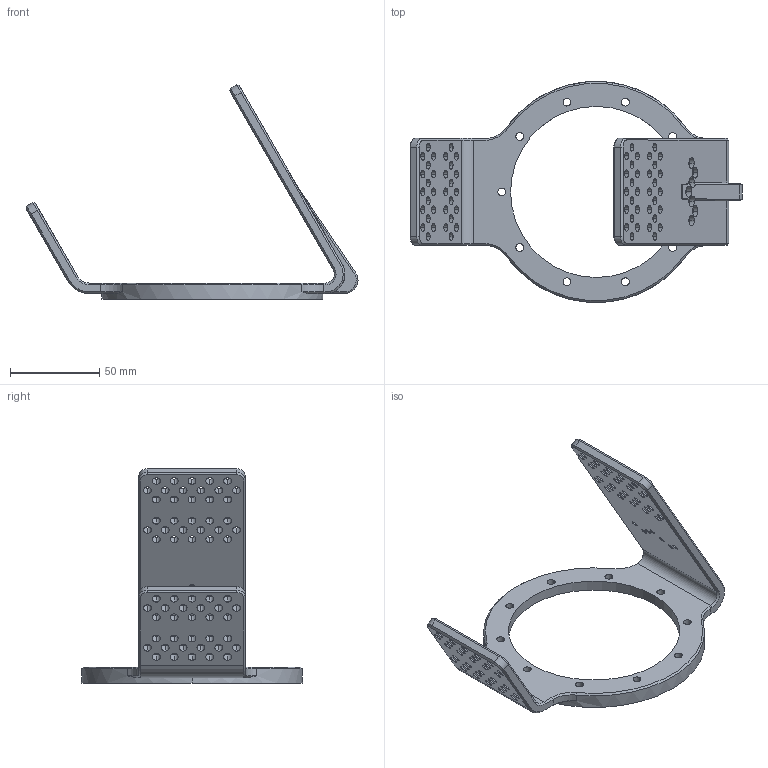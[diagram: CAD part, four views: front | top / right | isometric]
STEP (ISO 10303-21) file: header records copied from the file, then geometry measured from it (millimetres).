
FILE_DESCRIPTION (( 'STEP AP214' ), '1' );
FILE_NAME ('鷕壽誹嘐隅.STEP', '2025-05-17T13:56:41', ( 'wsy' ), ( '' ), 'SwSTEP 2.0', 'SolidWorks 2020', '' );
FILE_SCHEMA (( 'AUTOMOTIVE_DESIGN' ));
Length unit declared in the file: millimetre
Products named in the file (1): 鷕壽誹嘐隅
Bounding box: 186.22 x 124 x 120.18 mm (x, y, z)
Volume: 99430.6 mm3; surface area: 47267.5 mm2
Topology: 1 solids, 1 shells, 286 faces, 778 edges, 500 vertices
Faces by surface type: cylinder 198, plane 54, cone 34
Entity records: 9562 total; most frequent: DIRECTION 1768, CARTESIAN_POINT 1621, ORIENTED_EDGE 1556, EDGE_CURVE 778, AXIS2_PLACEMENT_3D 719, VERTEX_POINT 500, EDGE_LOOP 456, CIRCLE 432
